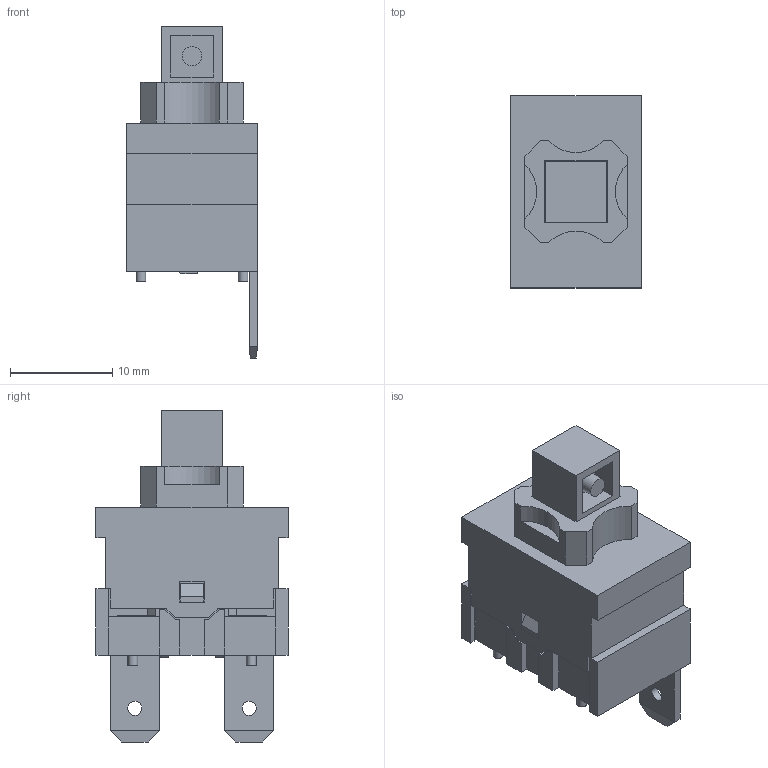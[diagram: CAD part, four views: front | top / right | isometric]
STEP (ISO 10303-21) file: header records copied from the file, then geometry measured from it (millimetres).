
FILE_DESCRIPTION(/* description */ (''),/* implementation_level */ '2;1');
FILE_NAME(/* name */ 'PA5FN11C-V0.stp',/* time_stamp */ '2025-05-28T08:42:58-05:00',/* author */ ('mroman'),/* organization */ (''),/* preprocessor_version */ 'ST-DEVELOPER v18.1',/* originating_system */ 'Autodesk Inventor 2022',/* authorisation */ '');
FILE_SCHEMA (('AUTOMOTIVE_DESIGN { 1 0 10303 214 3 1 1 }'));
Length unit declared in the file: centimetre
Products named in the file (1): PA5FN11C-V0
Bounding box: 12.8 x 18.8 x 32.5 mm (x, y, z)
Volume: 2087.8 mm3; surface area: 4263.3 mm2
Topology: 1 solids, 1 shells, 706 faces, 2000 edges, 1312 vertices
Faces by surface type: plane 537, bspline 117, cylinder 51, torus 1
Full cylindrical faces by diameter (mm): 0.95 x4, 1.4 x2, 1.9 x1, 2.5 x1, 3 x1
Entity records: 24032 total; most frequent: CARTESIAN_POINT 6342, ORIENTED_EDGE 4000, DIRECTION 3060, EDGE_CURVE 2000, LINE 1642, VECTOR 1642, VERTEX_POINT 1312, EDGE_LOOP 758
